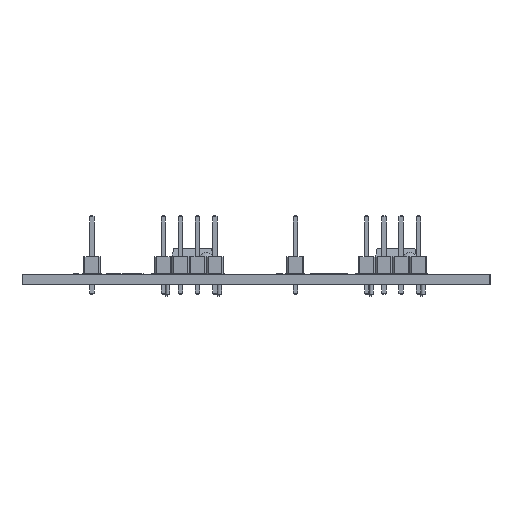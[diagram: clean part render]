
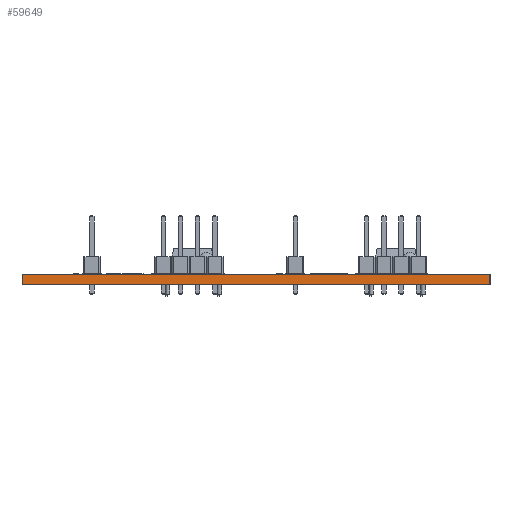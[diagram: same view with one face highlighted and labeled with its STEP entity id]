
A CAD part, front view. The second image highlights one B-rep face of the part: STEP entity #59649.
In plain terms, the highlighted planar face has unit normal (0, -1, 0).
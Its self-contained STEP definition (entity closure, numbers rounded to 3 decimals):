
#59624 = VERTEX_POINT('',#59625);
#59625 = CARTESIAN_POINT('',(68.999,0.,1.51));
#59631 = EDGE_CURVE('',#59632,#59624,#59634,.T.);
#59632 = VERTEX_POINT('',#59633);
#59633 = CARTESIAN_POINT('',(68.999,0.,0.));
#59634 = LINE('',#59635,#59636);
#59635 = CARTESIAN_POINT('',(68.999,0.,0.));
#59636 = VECTOR('',#59637,1.);
#59637 = DIRECTION('',(0.,0.,1.));
#59649 = ADVANCED_FACE('',(#59650),#59675,.T.);
#59650 = FACE_BOUND('',#59651,.T.);
#59651 = EDGE_LOOP('',(#59652,#59653,#59661,#59669));
#59652 = ORIENTED_EDGE('',*,*,#59631,.T.);
#59653 = ORIENTED_EDGE('',*,*,#59654,.T.);
#59654 = EDGE_CURVE('',#59624,#59655,#59657,.T.);
#59655 = VERTEX_POINT('',#59656);
#59656 = CARTESIAN_POINT('',(0.,0.001,1.51));
#59657 = LINE('',#59658,#59659);
#59658 = CARTESIAN_POINT('',(68.999,0.,1.51));
#59659 = VECTOR('',#59660,1.);
#59660 = DIRECTION('',(-1.,0.,0.));
#59661 = ORIENTED_EDGE('',*,*,#59662,.F.);
#59662 = EDGE_CURVE('',#59663,#59655,#59665,.T.);
#59663 = VERTEX_POINT('',#59664);
#59664 = CARTESIAN_POINT('',(0.,0.001,0.));
#59665 = LINE('',#59666,#59667);
#59666 = CARTESIAN_POINT('',(0.,0.001,0.));
#59667 = VECTOR('',#59668,1.);
#59668 = DIRECTION('',(0.,0.,1.));
#59669 = ORIENTED_EDGE('',*,*,#59670,.F.);
#59670 = EDGE_CURVE('',#59632,#59663,#59671,.T.);
#59671 = LINE('',#59672,#59673);
#59672 = CARTESIAN_POINT('',(68.999,0.,0.));
#59673 = VECTOR('',#59674,1.);
#59674 = DIRECTION('',(-1.,0.,0.));
#59675 = PLANE('',#59676);
#59676 = AXIS2_PLACEMENT_3D('',#59677,#59678,#59679);
#59677 = CARTESIAN_POINT('',(68.999,0.,0.));
#59678 = DIRECTION('',(0.,-1.,0.));
#59679 = DIRECTION('',(-1.,0.,0.));
